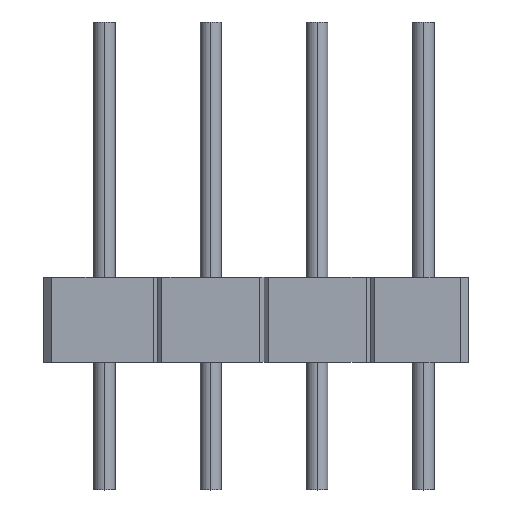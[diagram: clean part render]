
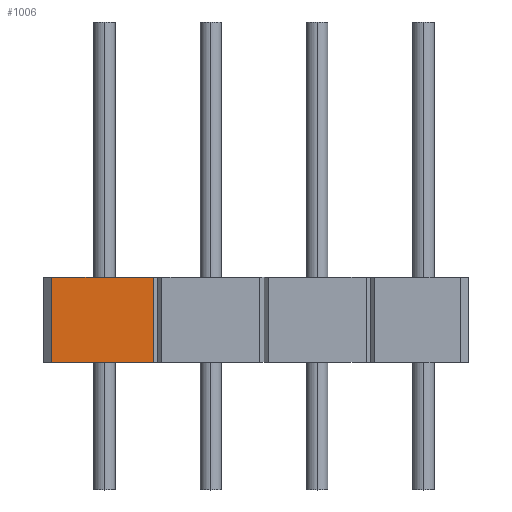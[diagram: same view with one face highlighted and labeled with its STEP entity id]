
A CAD part, top view. The second image highlights one B-rep face of the part: STEP entity #1006.
In plain terms, the highlighted planar face has unit normal (0, 0, 1).
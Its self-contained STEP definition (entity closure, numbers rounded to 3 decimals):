
#9 = DIRECTION ( 'NONE',  ( 1., 0., 0. ) ) ;
#23 = VERTEX_POINT ( 'NONE', #230 ) ;
#60 = CARTESIAN_POINT ( 'NONE',  ( -4.8, 0., 1.25 ) ) ;
#94 = CARTESIAN_POINT ( 'NONE',  ( -4.8, 2., 1.25 ) ) ;
#116 = EDGE_CURVE ( 'NONE', #23, #1841, #2094, .T. ) ;
#212 = AXIS2_PLACEMENT_3D ( 'NONE', #94, #1169, #1321 ) ;
#230 = CARTESIAN_POINT ( 'NONE',  ( -4.8, 2., 1.25 ) ) ;
#242 = VECTOR ( 'NONE', #835, 1000. ) ;
#290 = CARTESIAN_POINT ( 'NONE',  ( -4.8, 0., 1.25 ) ) ;
#338 = LINE ( 'NONE', #1934, #1225 ) ;
#392 = EDGE_CURVE ( 'NONE', #23, #1669, #1123, .T. ) ;
#394 = CARTESIAN_POINT ( 'NONE',  ( -4.8, 2., 1.25 ) ) ;
#581 = PLANE ( 'NONE',  #212 ) ;
#698 = DIRECTION ( 'NONE',  ( 0., -1., 0. ) ) ;
#835 = DIRECTION ( 'NONE',  ( 0., -1., 0. ) ) ;
#1006 = ADVANCED_FACE ( 'NONE', ( #1456 ), #581, .F. ) ;
#1049 = ORIENTED_EDGE ( 'NONE', *, *, #1928, .F. ) ;
#1070 = CARTESIAN_POINT ( 'NONE',  ( -2.411, 0., 1.25 ) ) ;
#1123 = LINE ( 'NONE', #394, #2156 ) ;
#1169 = DIRECTION ( 'NONE',  ( 0., 0., -1. ) ) ;
#1225 = VECTOR ( 'NONE', #698, 1000. ) ;
#1321 = DIRECTION ( 'NONE',  ( -1., 0., 0. ) ) ;
#1355 = DIRECTION ( 'NONE',  ( 1., 0., 0. ) ) ;
#1386 = ORIENTED_EDGE ( 'NONE', *, *, #2129, .T. ) ;
#1456 = FACE_OUTER_BOUND ( 'NONE', #1585, .T. ) ;
#1585 = EDGE_LOOP ( 'NONE', ( #1386, #1049, #2249, #2042 ) ) ;
#1669 = VERTEX_POINT ( 'NONE', #2182 ) ;
#1771 = VERTEX_POINT ( 'NONE', #1070 ) ;
#1841 = VERTEX_POINT ( 'NONE', #290 ) ;
#1880 = VECTOR ( 'NONE', #1355, 1000. ) ;
#1928 = EDGE_CURVE ( 'NONE', #1669, #1771, #338, .T. ) ;
#1930 = CARTESIAN_POINT ( 'NONE',  ( -4.8, 2., 1.25 ) ) ;
#1934 = CARTESIAN_POINT ( 'NONE',  ( -2.411, 2., 1.25 ) ) ;
#2042 = ORIENTED_EDGE ( 'NONE', *, *, #116, .T. ) ;
#2094 = LINE ( 'NONE', #1930, #242 ) ;
#2129 = EDGE_CURVE ( 'NONE', #1841, #1771, #2219, .T. ) ;
#2156 = VECTOR ( 'NONE', #9, 1000. ) ;
#2182 = CARTESIAN_POINT ( 'NONE',  ( -2.411, 2., 1.25 ) ) ;
#2219 = LINE ( 'NONE', #60, #1880 ) ;
#2249 = ORIENTED_EDGE ( 'NONE', *, *, #392, .F. ) ;
